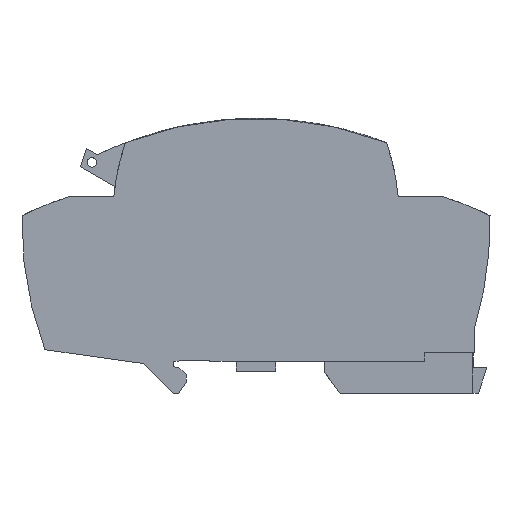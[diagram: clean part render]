
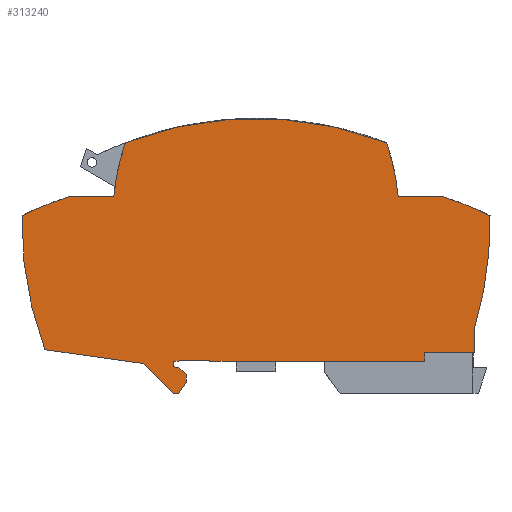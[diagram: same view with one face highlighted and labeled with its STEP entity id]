
A CAD part, left-side view. The second image highlights one B-rep face of the part: STEP entity #313240.
In plain terms, the highlighted face is planar.
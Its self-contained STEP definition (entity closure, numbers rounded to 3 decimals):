
#290180=CARTESIAN_POINT('',(26.299,39.27,
114.8));
#290190=VERTEX_POINT('',#290180);
#290220=CARTESIAN_POINT('',(-53.806,50.559,
114.8));
#290230=DIRECTION('',(-0.99,0.14,
0.));
#290240=VECTOR('',#290230,1.);
#290250=LINE('',#290220,#290240);
#290260=CARTESIAN_POINT('',(5.366,42.22,
114.8));
#290270=VERTEX_POINT('',#290260);
#290280=EDGE_CURVE('',#290190,#290270,#290250,.T.);
#290560=CARTESIAN_POINT('',(-8.834,41.57,
114.8));
#290570=VERTEX_POINT('',#290560);
#290600=CARTESIAN_POINT('',(-8.834,-8.562,
114.8));
#290610=DIRECTION('',(0.,-1.,0.));
#290620=VECTOR('',#290610,1.);
#290630=LINE('',#290600,#290620);
#290640=CARTESIAN_POINT('',(-8.834,41.77,
114.8));
#290650=VERTEX_POINT('',#290640);
#290660=EDGE_CURVE('',#290650,#290570,#290630,.T.);
#292930=CARTESIAN_POINT('',(-18.47,41.77,
114.8));
#292940=DIRECTION('',(1.,0.,0.));
#292950=VECTOR('',#292940,1.);
#292960=LINE('',#292930,#292950);
#292970=CARTESIAN_POINT('',(-54.524,41.77,
114.8));
#292980=VERTEX_POINT('',#292970);
#292990=EDGE_CURVE('',#292980,#290650,#292960,.T.);
#311240=CARTESIAN_POINT('',(-54.524,39.87,
114.8));
#311250=VERTEX_POINT('',#311240);
#311280=CARTESIAN_POINT('',(-53.806,39.87,
114.8));
#311290=DIRECTION('',(1.,0.,0.));
#311300=VECTOR('',#311290,1.);
#311310=LINE('',#311280,#311300);
#311320=CARTESIAN_POINT('',(-65.064,39.87,
114.8));
#311330=VERTEX_POINT('',#311320);
#311340=EDGE_CURVE('',#311330,#311250,#311310,.T.);
#311520=CARTESIAN_POINT('',(-18.47,-8.562,
114.8));
#311530=DIRECTION('',(0.,0.,-1.));
#311540=DIRECTION('',(1.,0.,0.));
#311550=AXIS2_PLACEMENT_3D('',#311520,#311530,#311540);
#311560=PLANE('',#311550);
#311570=CARTESIAN_POINT('',(-53.806,41.57,
114.8));
#311580=DIRECTION('',(-1.,0.,0.));
#311590=VECTOR('',#311580,1.);
#311600=LINE('',#311570,#311590);
#311610=CARTESIAN_POINT('',(-3.42,41.57,
114.8));
#311620=VERTEX_POINT('',#311610);
#311630=EDGE_CURVE('',#311620,#290570,#311600,.T.);
#311640=ORIENTED_EDGE('',*,*,#311630,.T.);
#311650=CARTESIAN_POINT('',(-53.806,37.162,
114.8));
#311660=DIRECTION('',(-0.996,-0.087,
0.));
#311670=VECTOR('',#311660,1.);
#311680=LINE('',#311650,#311670);
#311690=CARTESIAN_POINT('',(-1.134,41.77,
114.8));
#311700=VERTEX_POINT('',#311690);
#311710=EDGE_CURVE('',#311700,#311620,#311680,.T.);
#311720=ORIENTED_EDGE('',*,*,#311710,.T.);
#311730=CARTESIAN_POINT('',(-1.134,26.968,
114.8));
#311740=DIRECTION('',(0.,1.,0.));
#311750=VECTOR('',#311740,1.);
#311760=LINE('',#311730,#311750);
#311770=CARTESIAN_POINT('',(-1.134,42.87,
114.8));
#311780=VERTEX_POINT('',#311770);
#311790=EDGE_CURVE('',#311700,#311780,#311760,.T.);
#311800=ORIENTED_EDGE('',*,*,#311790,.F.);
#311810=CARTESIAN_POINT('',(-53.806,56.983,
114.8));
#311820=DIRECTION('',(-0.966,0.259,
0.));
#311830=VECTOR('',#311820,1.);
#311840=LINE('',#311810,#311830);
#311850=CARTESIAN_POINT('',(-2.432,43.218,
114.8));
#311860=VERTEX_POINT('',#311850);
#311870=EDGE_CURVE('',#311780,#311860,#311840,.T.);
#311880=ORIENTED_EDGE('',*,*,#311870,.F.);
#311890=CARTESIAN_POINT('',(13.818,26.968,
114.8));
#311900=DIRECTION('',(-0.707,0.707,
0.));
#311910=VECTOR('',#311900,1.);
#311920=LINE('',#311890,#311910);
#311930=CARTESIAN_POINT('',(-3.784,44.57,
114.8));
#311940=VERTEX_POINT('',#311930);
#311950=EDGE_CURVE('',#311860,#311940,#311920,.T.);
#311960=ORIENTED_EDGE('',*,*,#311950,.F.);
#311970=CARTESIAN_POINT('',(-3.784,26.968,
114.8));
#311980=DIRECTION('',(0.,1.,0.));
#311990=VECTOR('',#311980,1.);
#312000=LINE('',#311970,#311990);
#312010=CARTESIAN_POINT('',(-3.784,46.22,
114.8));
#312020=VERTEX_POINT('',#312010);
#312030=EDGE_CURVE('',#311940,#312020,#312000,.T.);
#312040=ORIENTED_EDGE('',*,*,#312030,.F.);
#312050=CARTESIAN_POINT('',(-17.265,26.968,
114.8));
#312060=DIRECTION('',(0.574,0.819,
0.));
#312070=VECTOR('',#312060,1.);
#312080=LINE('',#312050,#312070);
#312090=CARTESIAN_POINT('',(-2.104,48.62,
114.8));
#312100=VERTEX_POINT('',#312090);
#312110=EDGE_CURVE('',#312020,#312100,#312080,.T.);
#312120=ORIENTED_EDGE('',*,*,#312110,.F.);
#312130=CARTESIAN_POINT('',(-53.806,48.62,
114.8));
#312140=DIRECTION('',(1.,0.,0.));
#312150=VECTOR('',#312140,1.);
#312160=LINE('',#312130,#312150);
#312170=CARTESIAN_POINT('',(-1.034,48.62,
114.8));
#312180=VERTEX_POINT('',#312170);
#312190=EDGE_CURVE('',#312100,#312180,#312160,.T.);
#312200=ORIENTED_EDGE('',*,*,#312190,.F.);
#312210=CARTESIAN_POINT('',(20.618,26.968,
114.8));
#312220=DIRECTION('',(0.707,-0.707,
0.));
#312230=VECTOR('',#312220,1.);
#312240=LINE('',#312210,#312230);
#312250=EDGE_CURVE('',#312180,#290270,#312240,.T.);
#312260=ORIENTED_EDGE('',*,*,#312250,.F.);
#312270=ORIENTED_EDGE('',*,*,#290280,.T.);
#312280=CARTESIAN_POINT('',(-44.8,12.421,
114.8));
#312290=DIRECTION('',(0.,0.,-1.));
#312300=DIRECTION('',(0.99,0.139,
0.));
#312310=AXIS2_PLACEMENT_3D('',#312280,#312290,#312300);
#312320=CIRCLE('',#312310,76.);
#312330=CARTESIAN_POINT('',(31.181,10.707,
114.8));
#312340=VERTEX_POINT('',#312330);
#312350=EDGE_CURVE('',#290190,#312340,#312320,.T.);
#312360=ORIENTED_EDGE('',*,*,#312350,.F.);
#312370=CARTESIAN_POINT('',(-2.441,80.09,
114.8));
#312380=DIRECTION('',(0.,0.,1.));
#312390=DIRECTION('',(1.,0.,0.));
#312400=AXIS2_PLACEMENT_3D('',#312370,#312380,#312390);
#312410=CIRCLE('',#312400,77.1);
#312420=CARTESIAN_POINT('',(21.096,6.67,
114.8));
#312430=VERTEX_POINT('',#312420);
#312440=EDGE_CURVE('',#312430,#312340,#312410,.T.);
#312450=ORIENTED_EDGE('',*,*,#312440,.T.);
#312460=CARTESIAN_POINT('',(-18.47,6.67,
114.8));
#312470=DIRECTION('',(-1.,0.,0.));
#312480=VECTOR('',#312470,1.);
#312490=LINE('',#312460,#312480);
#312500=CARTESIAN_POINT('',(11.639,6.67,
114.8));
#312510=VERTEX_POINT('',#312500);
#312520=EDGE_CURVE('',#312430,#312510,#312490,.T.);
#312530=ORIENTED_EDGE('',*,*,#312520,.F.);
#312540=CARTESIAN_POINT('',(-38.134,11.429,
114.8));
#312550=DIRECTION('',(0.,0.,1.));
#312560=DIRECTION('',(1.,0.,0.));
#312570=AXIS2_PLACEMENT_3D('',#312540,#312550,#312560);
#312580=CIRCLE('',#312570,50.);
#312590=CARTESIAN_POINT('',(9.16,-4.795,
114.8));
#312600=VERTEX_POINT('',#312590);
#312610=EDGE_CURVE('',#312600,#312510,#312580,.T.);
#312620=ORIENTED_EDGE('',*,*,#312610,.T.);
#312630=CARTESIAN_POINT('',(-18.634,67.121,
114.8));
#312640=DIRECTION('',(0.,0.,-1.));
#312650=DIRECTION('',(0.,1.,0.));
#312660=AXIS2_PLACEMENT_3D('',#312630,#312640,#312650);
#312670=CIRCLE('',#312660,77.1);
#312680=CARTESIAN_POINT('',(-46.429,-4.795,
114.8));
#312690=VERTEX_POINT('',#312680);
#312700=EDGE_CURVE('',#312600,#312690,#312670,.T.);
#312710=ORIENTED_EDGE('',*,*,#312700,.F.);
#312720=CARTESIAN_POINT('',(0.866,11.429,
114.8));
#312730=DIRECTION('',(0.,0.,-1.));
#312740=DIRECTION('',(1.,0.,0.));
#312750=AXIS2_PLACEMENT_3D('',#312720,#312730,#312740);
#312760=CIRCLE('',#312750,50.);
#312770=CARTESIAN_POINT('',(-48.907,6.67,
114.8));
#312780=VERTEX_POINT('',#312770);
#312790=EDGE_CURVE('',#312690,#312780,#312760,.T.);
#312800=ORIENTED_EDGE('',*,*,#312790,.F.);
#312810=CARTESIAN_POINT('',(-53.806,6.67,
114.8));
#312820=DIRECTION('',(-1.,0.,0.));
#312830=VECTOR('',#312820,1.);
#312840=LINE('',#312810,#312830);
#312850=CARTESIAN_POINT('',(-58.364,6.67,
114.8));
#312860=VERTEX_POINT('',#312850);
#312870=EDGE_CURVE('',#312780,#312860,#312840,.T.);
#312880=ORIENTED_EDGE('',*,*,#312870,.F.);
#312890=CARTESIAN_POINT('',(-34.828,80.09,
114.8));
#312900=DIRECTION('',(0.,0.,-1.));
#312910=DIRECTION('',(1.,0.,0.));
#312920=AXIS2_PLACEMENT_3D('',#312890,#312900,#312910);
#312930=CIRCLE('',#312920,77.1);
#312940=CARTESIAN_POINT('',(-68.449,10.707,
114.8));
#312950=VERTEX_POINT('',#312940);
#312960=EDGE_CURVE('',#312860,#312950,#312930,.T.);
#312970=ORIENTED_EDGE('',*,*,#312960,.F.);
#312980=CARTESIAN_POINT('',(7.532,12.421,
114.8));
#312990=DIRECTION('',(0.,0.,1.));
#313000=DIRECTION('',(-0.99,0.139,
0.));
#313010=AXIS2_PLACEMENT_3D('',#312980,#312990,#313000);
#313020=CIRCLE('',#313010,76.);
#313030=CARTESIAN_POINT('',(-65.064,34.911,
114.8));
#313040=VERTEX_POINT('',#313030);
#313050=EDGE_CURVE('',#313040,#312950,#313020,.T.);
#313060=ORIENTED_EDGE('',*,*,#313050,.T.);
#313070=CARTESIAN_POINT('',(-65.064,26.968,
114.8));
#313080=DIRECTION('',(0.,-1.,0.));
#313090=VECTOR('',#313080,1.);
#313100=LINE('',#313070,#313090);
#313110=EDGE_CURVE('',#311330,#313040,#313100,.T.);
#313120=ORIENTED_EDGE('',*,*,#313110,.T.);
#313130=ORIENTED_EDGE('',*,*,#311340,.F.);
#313140=CARTESIAN_POINT('',(-54.524,-8.562,
114.8));
#313150=DIRECTION('',(0.,-1.,0.));
#313160=VECTOR('',#313150,1.);
#313170=LINE('',#313140,#313160);
#313180=EDGE_CURVE('',#292980,#311250,#313170,.T.);
#313190=ORIENTED_EDGE('',*,*,#313180,.T.);
#313200=ORIENTED_EDGE('',*,*,#292990,.F.);
#313210=ORIENTED_EDGE('',*,*,#290660,.F.);
#313220=EDGE_LOOP('',(#313210,#313200,#313190,#313130,#313120,#313060,
#312970,#312880,#312800,#312710,#312620,#312530,#312450,#312360,#312270,
#312260,#312200,#312120,#312040,#311960,#311880,#311800,#311720,#311640)
);
#313230=FACE_OUTER_BOUND('',#313220,.T.);
#313240=ADVANCED_FACE('',(#313230),#311560,.F.);
